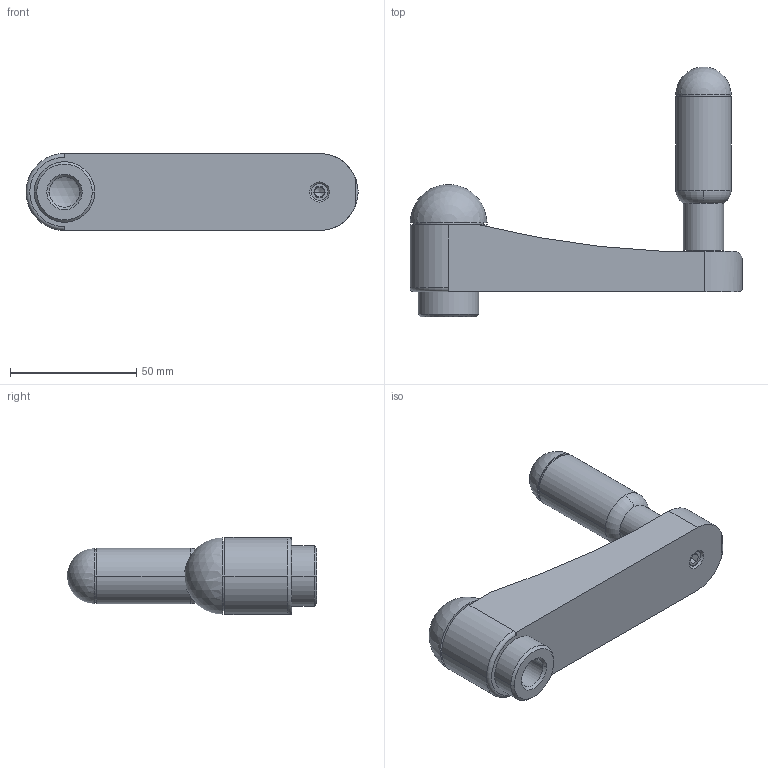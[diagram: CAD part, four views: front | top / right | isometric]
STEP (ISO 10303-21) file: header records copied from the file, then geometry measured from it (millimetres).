
FILE_DESCRIPTION(('STEP AP214'),'1');
FILE_NAME('210241-c1.stp','2017-10-18T10:07:10',('TraceParts'),('TraceParts S.A.'),'Spatial InterOp 3D',' ',' ');
FILE_SCHEMA(('automotive_design'));
Length unit declared in the file: millimetre
Products named in the file (2): 210241-c1_1; 210241-c1_2
Bounding box: 131.5 x 98.92 x 30.5 mm (x, y, z)
Volume: 103510.4 mm3; surface area: 23727.1 mm2
Topology: 2 solids, 2 shells, 81 faces, 192 edges, 117 vertices
Faces by surface type: plane 30, cylinder 29, cone 16, torus 3, sphere 3
Entity records: 2441 total; most frequent: CARTESIAN_POINT 510, DIRECTION 435, ORIENTED_EDGE 368, EDGE_CURVE 184, AXIS2_PLACEMENT_3D 174, VERTEX_POINT 117, EDGE_LOOP 93, CIRCLE 91
